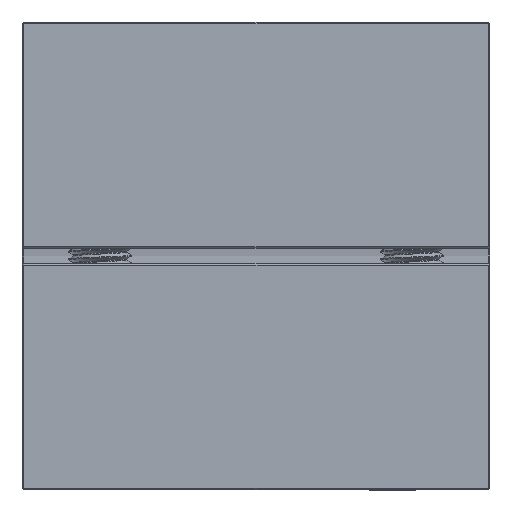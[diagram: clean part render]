
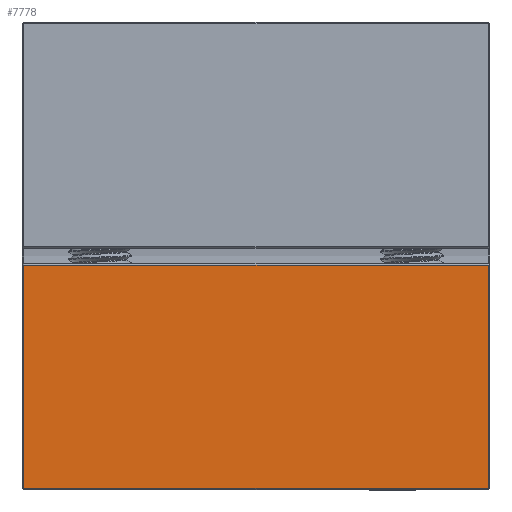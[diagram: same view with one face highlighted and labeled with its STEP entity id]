
A CAD part, left-side view. The second image highlights one B-rep face of the part: STEP entity #7778.
In plain terms, the highlighted planar face has unit normal (-1, 0, 0).
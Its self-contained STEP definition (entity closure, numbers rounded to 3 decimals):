
#139=PLANE('',#8309);
#513=FACE_OUTER_BOUND('',#964,.T.);
#964=EDGE_LOOP('',(#6585,#6586,#6587,#6588));
#2111=LINE('',#27534,#2561);
#2182=LINE('',#27686,#2632);
#2183=LINE('',#27688,#2633);
#2185=LINE('',#27691,#2635);
#2561=VECTOR('',#9469,10.);
#2632=VECTOR('',#9618,10.);
#2633=VECTOR('',#9621,10.);
#2635=VECTOR('',#9625,10.);
#3302=VERTEX_POINT('',#27522);
#3305=VERTEX_POINT('',#27530);
#3308=VERTEX_POINT('',#27544);
#3312=VERTEX_POINT('',#27559);
#4386=EDGE_CURVE('',#3302,#3305,#2111,.T.);
#4463=EDGE_CURVE('',#3305,#3312,#2182,.T.);
#4464=EDGE_CURVE('',#3312,#3308,#2183,.T.);
#4466=EDGE_CURVE('',#3308,#3302,#2185,.T.);
#6585=ORIENTED_EDGE('',*,*,#4386,.F.);
#6586=ORIENTED_EDGE('',*,*,#4466,.F.);
#6587=ORIENTED_EDGE('',*,*,#4464,.F.);
#6588=ORIENTED_EDGE('',*,*,#4463,.F.);
#7778=ADVANCED_FACE('',(#513),#139,.T.);
#8309=AXIS2_PLACEMENT_3D('',#27693,#9627,#9628);
#9469=DIRECTION('',(0.,1.,0.));
#9618=DIRECTION('',(0.,0.,1.));
#9621=DIRECTION('',(0.,-1.,0.));
#9625=DIRECTION('',(0.,0.,-1.));
#9627=DIRECTION('center_axis',(-1.,0.,0.));
#9628=DIRECTION('ref_axis',(0.,-1.,0.));
#27522=CARTESIAN_POINT('',(-50.,0.2,0.2));
#27530=CARTESIAN_POINT('',(-50.,59.8,0.2));
#27534=CARTESIAN_POINT('',(-50.,45.,0.2));
#27544=CARTESIAN_POINT('',(-50.,0.2,28.8));
#27559=CARTESIAN_POINT('',(-50.,59.8,28.8));
#27686=CARTESIAN_POINT('',(-50.,59.8,0.));
#27688=CARTESIAN_POINT('',(-50.,60.,28.8));
#27691=CARTESIAN_POINT('',(-50.,0.2,0.));
#27693=CARTESIAN_POINT('Origin',(-50.,60.,0.));
